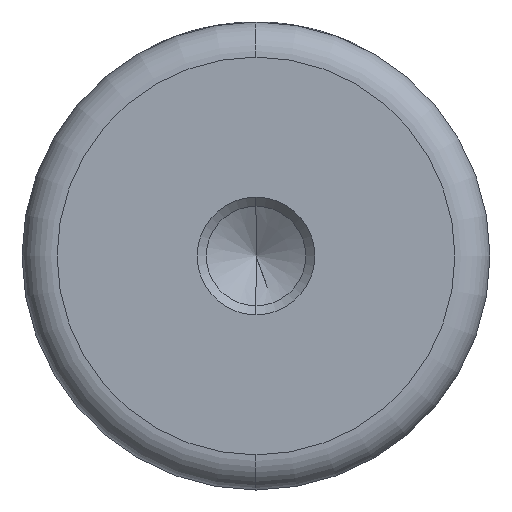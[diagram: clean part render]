
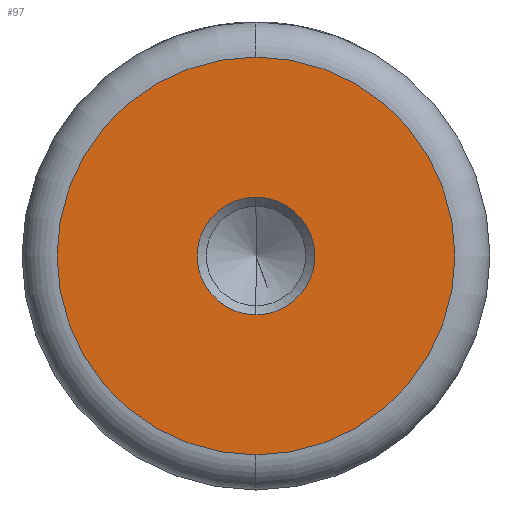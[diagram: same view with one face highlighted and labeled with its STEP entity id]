
A CAD part, left-side view. The second image highlights one B-rep face of the part: STEP entity #97.
In plain terms, the highlighted planar face has unit normal (-1, 0, 0).
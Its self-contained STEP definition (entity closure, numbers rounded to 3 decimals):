
#8 = VERTEX_POINT ( 'NONE', #1011 ) ;
#48 = CIRCLE ( 'NONE', #477, 5.025 ) ;
#97 = ADVANCED_FACE ( 'NONE', ( #433, #451 ), #1240, .T. ) ;
#116 = ORIENTED_EDGE ( 'NONE', *, *, #311, .F. ) ;
#162 = DIRECTION ( 'NONE',  ( -1., 0., 0. ) ) ;
#175 = AXIS2_PLACEMENT_3D ( 'NONE', #1293, #633, #1402 ) ;
#241 = DIRECTION ( 'NONE',  ( 0., 0., 1. ) ) ;
#296 = CIRCLE ( 'NONE', #175, 5.025 ) ;
#311 = EDGE_CURVE ( 'NONE', #1092, #1165, #296, .T. ) ;
#330 = ORIENTED_EDGE ( 'NONE', *, *, #547, .T. ) ;
#368 = EDGE_CURVE ( 'NONE', #1165, #1092, #48, .T. ) ;
#433 = FACE_BOUND ( 'NONE', #1227, .T. ) ;
#449 = CARTESIAN_POINT ( 'NONE',  ( 0., 0., -5.025 ) ) ;
#451 = FACE_OUTER_BOUND ( 'NONE', #612, .T. ) ;
#455 = CARTESIAN_POINT ( 'NONE',  ( 0., 0., 0. ) ) ;
#456 = CARTESIAN_POINT ( 'NONE',  ( 0., 0., 5.025 ) ) ;
#477 = AXIS2_PLACEMENT_3D ( 'NONE', #1156, #501, #1259 ) ;
#499 = CARTESIAN_POINT ( 'NONE',  ( 0., 0., 17. ) ) ;
#501 = DIRECTION ( 'NONE',  ( -1., 0., 0. ) ) ;
#547 = EDGE_CURVE ( 'NONE', #8, #1378, #1047, .T. ) ;
#567 = DIRECTION ( 'NONE',  ( 0., 0., 1. ) ) ;
#586 = CARTESIAN_POINT ( 'NONE',  ( 0., 0., 0. ) ) ;
#612 = EDGE_LOOP ( 'NONE', ( #968, #330 ) ) ;
#633 = DIRECTION ( 'NONE',  ( -1., 0., 0. ) ) ;
#730 = ORIENTED_EDGE ( 'NONE', *, *, #368, .F. ) ;
#841 = CARTESIAN_POINT ( 'NONE',  ( 0., 0., 0. ) ) ;
#869 = AXIS2_PLACEMENT_3D ( 'NONE', #455, #1225, #567 ) ;
#905 = DIRECTION ( 'NONE',  ( -1., 0., 0. ) ) ;
#951 = DIRECTION ( 'NONE',  ( 0., 0., 1. ) ) ;
#968 = ORIENTED_EDGE ( 'NONE', *, *, #1205, .T. ) ;
#1011 = CARTESIAN_POINT ( 'NONE',  ( 0., 0., -17. ) ) ;
#1012 = CIRCLE ( 'NONE', #869, 17. ) ;
#1047 = CIRCLE ( 'NONE', #1434, 17. ) ;
#1092 = VERTEX_POINT ( 'NONE', #456 ) ;
#1105 = AXIS2_PLACEMENT_3D ( 'NONE', #586, #905, #241 ) ;
#1156 = CARTESIAN_POINT ( 'NONE',  ( 0., 0., 0. ) ) ;
#1165 = VERTEX_POINT ( 'NONE', #449 ) ;
#1205 = EDGE_CURVE ( 'NONE', #1378, #8, #1012, .T. ) ;
#1225 = DIRECTION ( 'NONE',  ( -1., 0., 0. ) ) ;
#1227 = EDGE_LOOP ( 'NONE', ( #116, #730 ) ) ;
#1240 = PLANE ( 'NONE',  #1105 ) ;
#1259 = DIRECTION ( 'NONE',  ( 0., 0., 1. ) ) ;
#1293 = CARTESIAN_POINT ( 'NONE',  ( 0., 0., 0. ) ) ;
#1378 = VERTEX_POINT ( 'NONE', #499 ) ;
#1402 = DIRECTION ( 'NONE',  ( 0., 0., 1. ) ) ;
#1434 = AXIS2_PLACEMENT_3D ( 'NONE', #841, #162, #951 ) ;
